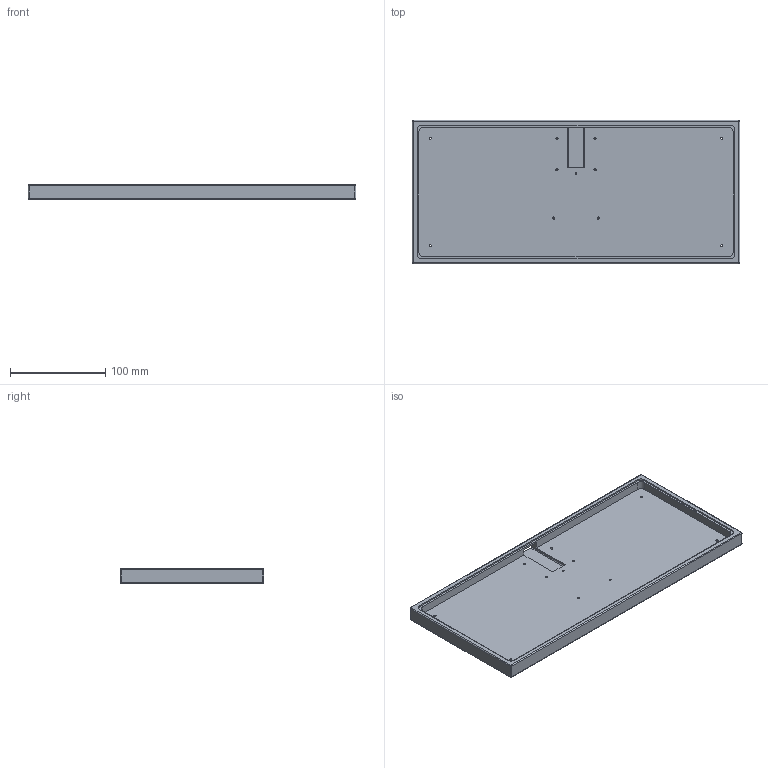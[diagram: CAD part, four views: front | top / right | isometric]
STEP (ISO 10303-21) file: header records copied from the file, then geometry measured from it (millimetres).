
FILE_DESCRIPTION(('FreeCAD Model'),'2;1');
FILE_NAME( 'bloomer_case.step' ,'2019-05-11T18:19:28',('Author'),(''), 'Open CASCADE STEP processor 7.3','FreeCAD','Unknown');
FILE_SCHEMA(('AUTOMOTIVE_DESIGN { 1 0 10303 214 1 1 1 1 }'));
Length unit declared in the file: millimetre
Products named in the file (1): Cut005
Bounding box: 344.2 x 150.47 x 15.5 mm (x, y, z)
Volume: 322537.1 mm3; surface area: 128536.9 mm2
Topology: 1 solids, 1 shells, 84 faces, 197 edges, 118 vertices
Faces by surface type: cylinder 45, plane 31, sphere 8
Full cylindrical faces by diameter (mm): 2 x1, 2.3 x10, 4 x10
Entity records: 5420 total; most frequent: CARTESIAN_POINT 878, DIRECTION 759, ORIENTED_EDGE 378, PCURVE 378, DEFINITIONAL_REPRESENTATION 378, LINE 351, VECTOR 351, EDGE_CURVE 189
